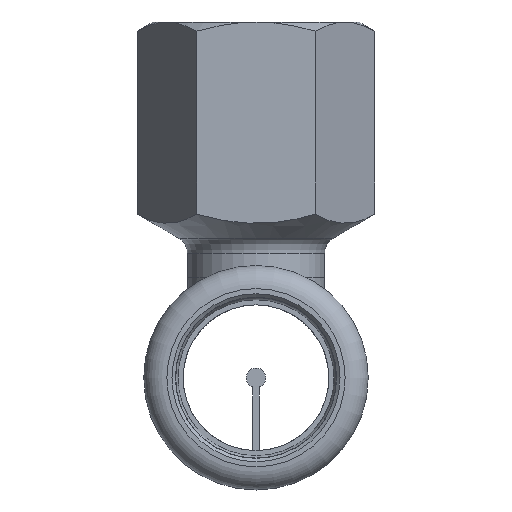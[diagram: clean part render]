
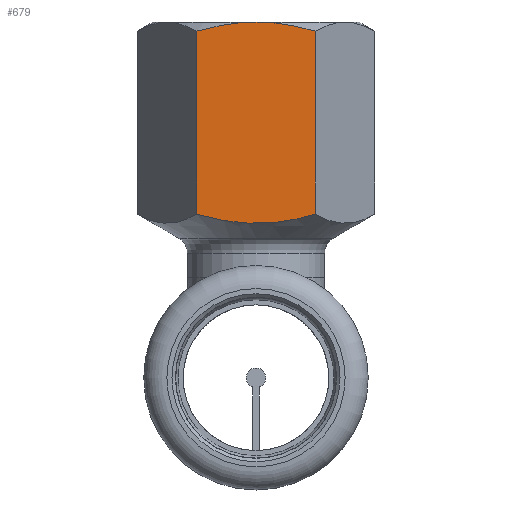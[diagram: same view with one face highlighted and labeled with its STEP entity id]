
A CAD part, left-side view. The second image highlights one B-rep face of the part: STEP entity #679.
In plain terms, the highlighted face is planar.
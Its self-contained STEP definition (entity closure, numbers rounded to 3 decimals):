
#30=(
BOUNDED_CURVE()
B_SPLINE_CURVE(2,(#1231,#1232,#1233),.UNSPECIFIED.,.F.,.F.)
B_SPLINE_CURVE_WITH_KNOTS((3,3),(0.,1.402),.UNSPECIFIED.)
CURVE()
GEOMETRIC_REPRESENTATION_ITEM()
RATIONAL_B_SPLINE_CURVE((1.,1.155,1.))
REPRESENTATION_ITEM($)
);
#35=(
BOUNDED_CURVE()
B_SPLINE_CURVE(2,(#1281,#1282,#1283),.UNSPECIFIED.,.F.,.F.)
B_SPLINE_CURVE_WITH_KNOTS((3,3),(0.703,1.406),
 .UNSPECIFIED.)
CURVE()
GEOMETRIC_REPRESENTATION_ITEM()
RATIONAL_B_SPLINE_CURVE((1.,1.038,1.))
REPRESENTATION_ITEM($)
);
#36=(
BOUNDED_CURVE()
B_SPLINE_CURVE(2,(#1285,#1286,#1287),.UNSPECIFIED.,.F.,.F.)
B_SPLINE_CURVE_WITH_KNOTS((3,3),(0.,0.703),.UNSPECIFIED.)
CURVE()
GEOMETRIC_REPRESENTATION_ITEM()
RATIONAL_B_SPLINE_CURVE((1.,1.038,1.))
REPRESENTATION_ITEM($)
);
#73=LINE($,#1288,#87);
#74=LINE($,#1289,#88);
#87=VECTOR($,#960,21.347);
#88=VECTOR($,#961,21.347);
#134=PLANE($,#775);
#211=FACE_OUTER_BOUND($,#289,.T.);
#289=EDGE_LOOP($,(#585,#586,#587,#588,#589));
#383=VERTEX_POINT($,#1226);
#384=VERTEX_POINT($,#1230);
#393=VERTEX_POINT($,#1258);
#399=VERTEX_POINT($,#1280);
#400=VERTEX_POINT($,#1284);
#447=EDGE_CURVE($,#383,#384,#30,.T.);
#465=EDGE_CURVE($,#393,#399,#35,.T.);
#466=EDGE_CURVE($,#400,#393,#36,.T.);
#467=EDGE_CURVE($,#384,#400,#73,.T.);
#468=EDGE_CURVE($,#383,#399,#74,.T.);
#585=ORIENTED_EDGE($,*,*,#465,.F.);
#586=ORIENTED_EDGE($,*,*,#466,.F.);
#587=ORIENTED_EDGE($,*,*,#467,.F.);
#588=ORIENTED_EDGE($,*,*,#447,.F.);
#589=ORIENTED_EDGE($,*,*,#468,.T.);
#679=ADVANCED_FACE($,(#211),#134,.F.);
#775=AXIS2_PLACEMENT_3D($,#1279,#958,#959);
#958=DIRECTION('center_axis',(0.,0.,
1.));
#959=DIRECTION('ref_axis',(0.,-1.,0.));
#960=DIRECTION($,(-1.,0.,0.));
#961=DIRECTION($,(-1.,0.,0.));
#1226=CARTESIAN_POINT('',(-7.381,-6.928,-12.));
#1230=CARTESIAN_POINT('',(-7.381,6.928,-12.));
#1231=CARTESIAN_POINT('Ctrl Pts',(-7.381,-6.928,-12.));
#1232=CARTESIAN_POINT('Ctrl Pts',(-5.381,0.,
-12.));
#1233=CARTESIAN_POINT('Ctrl Pts',(-7.381,6.928,-12.));
#1258=CARTESIAN_POINT('',(-29.8,0.,-12.));
#1279=CARTESIAN_POINT('Origin',(-29.8,-6.928,-12.));
#1280=CARTESIAN_POINT('',(-28.728,-6.928,-12.));
#1281=CARTESIAN_POINT('Ctrl Pts',(-29.8,0.,-12.));
#1282=CARTESIAN_POINT('Ctrl Pts',(-29.8,-3.215,-12.));
#1283=CARTESIAN_POINT('Ctrl Pts',(-28.728,-6.928,-12.));
#1284=CARTESIAN_POINT('',(-28.728,6.928,-12.));
#1285=CARTESIAN_POINT('Ctrl Pts',(-28.728,6.928,-12.));
#1286=CARTESIAN_POINT('Ctrl Pts',(-29.8,3.215,-12.));
#1287=CARTESIAN_POINT('Ctrl Pts',(-29.8,0.,-12.));
#1288=CARTESIAN_POINT($,(-18.055,6.928,-12.));
#1289=CARTESIAN_POINT($,(-18.055,-6.928,-12.));
